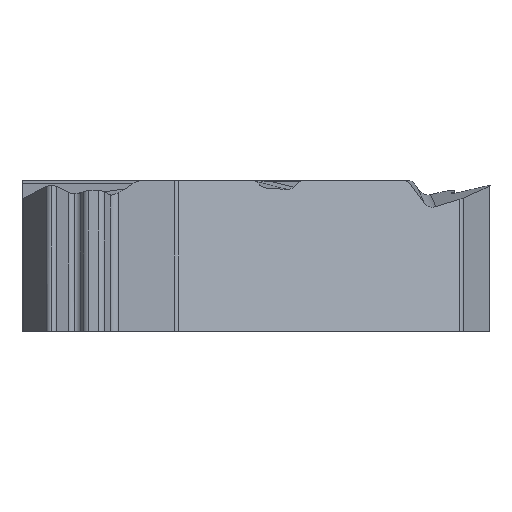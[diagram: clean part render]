
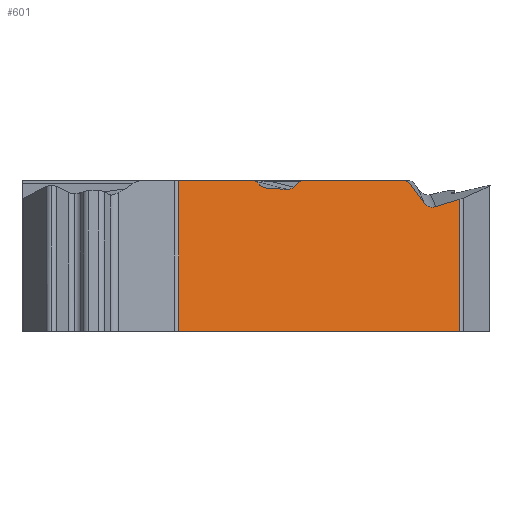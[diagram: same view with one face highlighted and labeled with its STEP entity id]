
A CAD part, front view. The second image highlights one B-rep face of the part: STEP entity #601.
In plain terms, the highlighted planar face has unit normal (0.5, -0.866, 0).
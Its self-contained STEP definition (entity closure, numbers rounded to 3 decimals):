
#60=PLANE('',#2034);
#112=ELLIPSE('',#2030,0.362,0.32);
#113=ELLIPSE('',#2031,0.236,0.2);
#114=ELLIPSE('',#2032,0.167,0.15);
#115=ELLIPSE('',#2033,0.15,0.15);
#156=FACE_OUTER_BOUND('',#759,.T.);
#286=LINE('',#3410,#457);
#287=LINE('',#3414,#458);
#288=LINE('',#3416,#459);
#289=LINE('',#3418,#460);
#290=LINE('',#3422,#461);
#291=LINE('',#3426,#462);
#292=LINE('',#3430,#463);
#293=LINE('',#3443,#464);
#294=LINE('',#3459,#465);
#295=LINE('',#3463,#466);
#457=VECTOR('',#2324,1.);
#458=VECTOR('',#2329,1.);
#459=VECTOR('',#2330,1.);
#460=VECTOR('',#2331,1.);
#461=VECTOR('',#2334,1.);
#462=VECTOR('',#2337,1.);
#463=VECTOR('',#2340,1.);
#464=VECTOR('',#2341,1.);
#465=VECTOR('',#2342,1.);
#466=VECTOR('',#2345,1.);
#601=ADVANCED_FACE('',(#156),#60,.F.);
#759=EDGE_LOOP('',(#955,#956,#957,#958,#959,#960,#961,#962,#963,#964,#965,
#966,#967,#968,#969,#970));
#955=ORIENTED_EDGE('',*,*,#1684,.F.);
#956=ORIENTED_EDGE('',*,*,#1685,.T.);
#957=ORIENTED_EDGE('',*,*,#1686,.T.);
#958=ORIENTED_EDGE('',*,*,#1687,.T.);
#959=ORIENTED_EDGE('',*,*,#1688,.T.);
#960=ORIENTED_EDGE('',*,*,#1689,.F.);
#961=ORIENTED_EDGE('',*,*,#1690,.F.);
#962=ORIENTED_EDGE('',*,*,#1691,.F.);
#963=ORIENTED_EDGE('',*,*,#1692,.T.);
#964=ORIENTED_EDGE('',*,*,#1693,.T.);
#965=ORIENTED_EDGE('',*,*,#1694,.T.);
#966=ORIENTED_EDGE('',*,*,#1695,.T.);
#967=ORIENTED_EDGE('',*,*,#1696,.T.);
#968=ORIENTED_EDGE('',*,*,#1697,.F.);
#969=ORIENTED_EDGE('',*,*,#1698,.F.);
#970=ORIENTED_EDGE('',*,*,#1682,.T.);
#1479=VERTEX_POINT('',#3409);
#1480=VERTEX_POINT('',#3411);
#1481=VERTEX_POINT('',#3415);
#1482=VERTEX_POINT('',#3417);
#1483=VERTEX_POINT('',#3419);
#1484=VERTEX_POINT('',#3421);
#1485=VERTEX_POINT('',#3423);
#1486=VERTEX_POINT('',#3425);
#1487=VERTEX_POINT('',#3427);
#1488=VERTEX_POINT('',#3429);
#1489=VERTEX_POINT('',#3431);
#1490=VERTEX_POINT('',#3442);
#1491=VERTEX_POINT('',#3444);
#1492=VERTEX_POINT('',#3458);
#1493=VERTEX_POINT('',#3460);
#1494=VERTEX_POINT('',#3462);
#1682=EDGE_CURVE('',#1480,#1479,#286,.T.);
#1684=EDGE_CURVE('',#1481,#1479,#287,.T.);
#1685=EDGE_CURVE('',#1481,#1482,#288,.T.);
#1686=EDGE_CURVE('',#1482,#1483,#289,.T.);
#1687=EDGE_CURVE('',#1483,#1484,#112,.T.);
#1688=EDGE_CURVE('',#1484,#1485,#290,.T.);
#1689=EDGE_CURVE('',#1486,#1485,#113,.T.);
#1690=EDGE_CURVE('',#1487,#1486,#291,.T.);
#1691=EDGE_CURVE('',#1488,#1487,#114,.T.);
#1692=EDGE_CURVE('',#1488,#1489,#292,.T.);
#1693=EDGE_CURVE('',#1489,#1490,#1939,.T.);
#1694=EDGE_CURVE('',#1490,#1491,#293,.T.);
#1695=EDGE_CURVE('',#1491,#1492,#1940,.T.);
#1696=EDGE_CURVE('',#1492,#1493,#294,.T.);
#1697=EDGE_CURVE('',#1494,#1493,#115,.T.);
#1698=EDGE_CURVE('',#1480,#1494,#295,.T.);
#1939=B_SPLINE_CURVE_WITH_KNOTS('',3,(#3432,#3433,#3434,#3435,#3436,#3437,
#3438,#3439,#3440,#3441),.UNSPECIFIED.,.F.,.F.,(4,3,3,4),(0.,0.474,
0.706,1.),.UNSPECIFIED.);
#1940=B_SPLINE_CURVE_WITH_KNOTS('',3,(#3445,#3446,#3447,#3448,#3449,#3450,
#3451,#3452,#3453,#3454,#3455,#3456,#3457),.UNSPECIFIED.,.F.,.F.,(4,3,3,
3,4),(0.,0.25,0.499,0.746,1.),
 .UNSPECIFIED.);
#2030=AXIS2_PLACEMENT_3D('',#3420,#2332,#2333);
#2031=AXIS2_PLACEMENT_3D('',#3424,#2335,#2336);
#2032=AXIS2_PLACEMENT_3D('',#3428,#2338,#2339);
#2033=AXIS2_PLACEMENT_3D('',#3461,#2343,#2344);
#2034=AXIS2_PLACEMENT_3D('',#3464,#2346,#2347);
#2324=DIRECTION('',(0.,0.,-1.));
#2329=DIRECTION('',(-0.866,-0.5,0.));
#2330=DIRECTION('',(0.,0.,1.));
#2331=DIRECTION('',(-0.837,-0.483,-0.259));
#2332=DIRECTION('',(-0.5,0.866,0.));
#2333=DIRECTION('',(0.837,0.483,0.259));
#2334=DIRECTION('',(-0.563,-0.325,0.759));
#2335=DIRECTION('',(-0.5,0.866,0.));
#2336=DIRECTION('',(0.866,0.5,0.));
#2337=DIRECTION('',(0.866,0.5,0.));
#2338=DIRECTION('',(-0.5,0.866,0.));
#2339=DIRECTION('',(-0.866,-0.5,0.));
#2340=DIRECTION('',(-0.687,-0.397,-0.608));
#2341=DIRECTION('',(-0.865,-0.499,0.049));
#2342=DIRECTION('',(-0.656,-0.378,0.653));
#2343=DIRECTION('',(-0.5,0.866,0.));
#2344=DIRECTION('',(0.866,0.5,0.));
#2345=DIRECTION('',(0.866,0.5,0.));
#2346=DIRECTION('',(-0.5,0.866,0.));
#2347=DIRECTION('',(-0.866,-0.5,0.));
#3409=CARTESIAN_POINT('',(-0.491,-5.783,-3.97));
#3410=CARTESIAN_POINT('',(-0.491,-5.783,0.));
#3411=CARTESIAN_POINT('',(-0.491,-5.783,0.14));
#3414=CARTESIAN_POINT('',(8.733,-0.457,-3.97));
#3415=CARTESIAN_POINT('',(7.16,-1.365,-3.97));
#3416=CARTESIAN_POINT('',(7.16,-1.365,0.));
#3417=CARTESIAN_POINT('',(7.16,-1.365,-0.37));
#3418=CARTESIAN_POINT('',(-3.145,-7.315,-3.559));
#3419=CARTESIAN_POINT('',(6.503,-1.745,-0.574));
#3420=CARTESIAN_POINT('',(6.431,-1.786,-0.265));
#3421=CARTESIAN_POINT('',(6.181,-1.931,-0.471));
#3422=CARTESIAN_POINT('',(1.682,-4.528,5.592));
#3423=CARTESIAN_POINT('',(5.788,-2.157,0.058));
#3424=CARTESIAN_POINT('',(5.623,-2.253,-0.06));
#3425=CARTESIAN_POINT('',(5.623,-2.253,0.14));
#3426=CARTESIAN_POINT('',(-3.971,-7.792,0.14));
#3427=CARTESIAN_POINT('',(2.884,-3.834,0.14));
#3428=CARTESIAN_POINT('',(2.884,-3.834,-0.01));
#3429=CARTESIAN_POINT('',(2.79,-3.888,0.104));
#3430=CARTESIAN_POINT('',(-1.514,-6.373,-3.703));
#3431=CARTESIAN_POINT('',(2.626,-3.983,-0.041));
#3432=CARTESIAN_POINT('',(2.626,-3.983,-0.041));
#3433=CARTESIAN_POINT('',(2.603,-3.996,-0.061));
#3434=CARTESIAN_POINT('',(2.577,-4.011,-0.077));
#3435=CARTESIAN_POINT('',(2.55,-4.027,-0.087));
#3436=CARTESIAN_POINT('',(2.536,-4.035,-0.092));
#3437=CARTESIAN_POINT('',(2.522,-4.043,-0.096));
#3438=CARTESIAN_POINT('',(2.508,-4.051,-0.098));
#3439=CARTESIAN_POINT('',(2.49,-4.061,-0.102));
#3440=CARTESIAN_POINT('',(2.472,-4.072,-0.103));
#3441=CARTESIAN_POINT('',(2.454,-4.082,-0.102));
#3442=CARTESIAN_POINT('',(2.454,-4.082,-0.102));
#3443=CARTESIAN_POINT('',(8.714,-0.468,-0.453));
#3444=CARTESIAN_POINT('',(1.894,-4.406,-0.07));
#3445=CARTESIAN_POINT('',(1.894,-4.406,-0.07));
#3446=CARTESIAN_POINT('',(1.878,-4.415,-0.069));
#3447=CARTESIAN_POINT('',(1.863,-4.424,-0.067));
#3448=CARTESIAN_POINT('',(1.847,-4.433,-0.063));
#3449=CARTESIAN_POINT('',(1.832,-4.442,-0.059));
#3450=CARTESIAN_POINT('',(1.817,-4.45,-0.054));
#3451=CARTESIAN_POINT('',(1.802,-4.459,-0.047));
#3452=CARTESIAN_POINT('',(1.788,-4.467,-0.04));
#3453=CARTESIAN_POINT('',(1.774,-4.475,-0.032));
#3454=CARTESIAN_POINT('',(1.761,-4.483,-0.023));
#3455=CARTESIAN_POINT('',(1.747,-4.491,-0.013));
#3456=CARTESIAN_POINT('',(1.734,-4.498,-0.002));
#3457=CARTESIAN_POINT('',(1.722,-4.505,0.01));
#3458=CARTESIAN_POINT('',(1.722,-4.505,0.01));
#3459=CARTESIAN_POINT('',(5.744,-2.183,-3.999));
#3460=CARTESIAN_POINT('',(1.628,-4.559,0.104));
#3461=CARTESIAN_POINT('',(1.543,-4.608,-0.01));
#3462=CARTESIAN_POINT('',(1.543,-4.608,0.14));
#3463=CARTESIAN_POINT('',(8.733,-0.457,0.14));
#3464=CARTESIAN_POINT('',(8.733,-0.457,0.));
